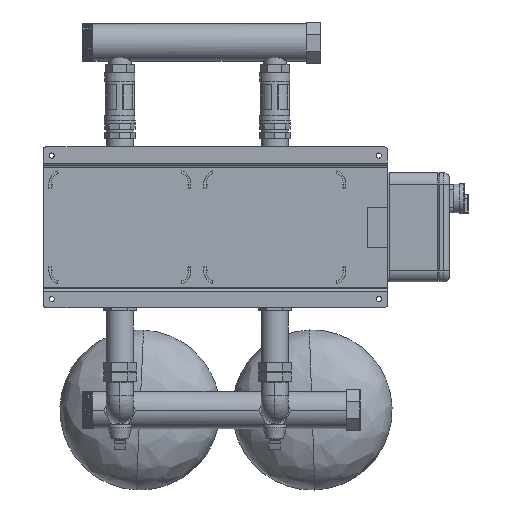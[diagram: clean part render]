
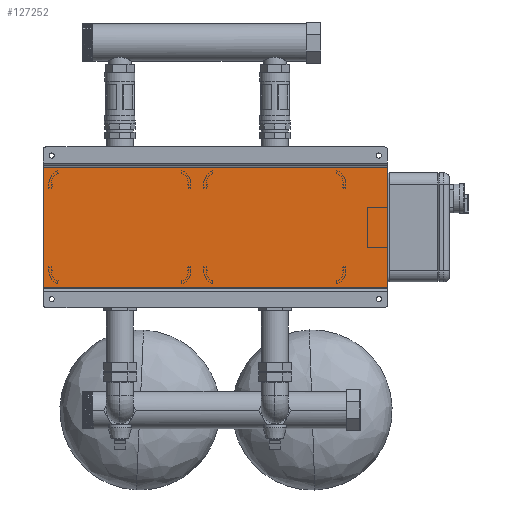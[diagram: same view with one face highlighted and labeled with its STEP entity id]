
A CAD part, front view. The second image highlights one B-rep face of the part: STEP entity #127252.
In plain terms, the highlighted planar face has unit normal (0, -1, 0).
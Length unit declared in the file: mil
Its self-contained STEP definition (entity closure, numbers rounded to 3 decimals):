
#5046 = VECTOR ( 'NONE', #126846, 39370.079 ) ;
#11562 = EDGE_CURVE ( 'NONE', #80873, #146640, #26250, .T. ) ;
#12559 = DIRECTION ( 'NONE',  ( -1., 0., 0. ) ) ;
#16021 = VERTEX_POINT ( 'NONE', #46665 ) ;
#16107 = DIRECTION ( 'NONE',  ( -1., 0., 0. ) ) ;
#26250 = LINE ( 'NONE', #77718, #5046 ) ;
#36746 = AXIS2_PLACEMENT_3D ( 'NONE', #50393, #84250, #133393 ) ;
#38295 = LINE ( 'NONE', #136570, #144298 ) ;
#40250 = LINE ( 'NONE', #77312, #90511 ) ;
#40806 = ORIENTED_EDGE ( 'NONE', *, *, #91340, .F. ) ;
#46665 = CARTESIAN_POINT ( 'NONE',  ( 11811.024, 2007.874, 4133.858 ) ) ;
#50393 = CARTESIAN_POINT ( 'NONE',  ( 11811.024, 2007.874, -4133.858 ) ) ;
#54364 = LINE ( 'NONE', #125286, #149841 ) ;
#69300 = ORIENTED_EDGE ( 'NONE', *, *, #86715, .T. ) ;
#73911 = CARTESIAN_POINT ( 'NONE',  ( 11811.024, 2007.874, -4133.858 ) ) ;
#75378 = DIRECTION ( 'NONE',  ( 0., 0., -1. ) ) ;
#77312 = CARTESIAN_POINT ( 'NONE',  ( 11811.024, 2007.874, -4133.858 ) ) ;
#77718 = CARTESIAN_POINT ( 'NONE',  ( -11811.024, 2007.874, -4133.858 ) ) ;
#79004 = CARTESIAN_POINT ( 'NONE',  ( -11811.024, 2007.874, -4133.858 ) ) ;
#80873 = VERTEX_POINT ( 'NONE', #114074 ) ;
#84250 = DIRECTION ( 'NONE',  ( 0., 1., 0. ) ) ;
#86715 = EDGE_CURVE ( 'NONE', #16021, #80873, #38295, .T. ) ;
#90511 = VECTOR ( 'NONE', #16107, 39370.079 ) ;
#91340 = EDGE_CURVE ( 'NONE', #135111, #146640, #40250, .T. ) ;
#99010 = ORIENTED_EDGE ( 'NONE', *, *, #127511, .F. ) ;
#102489 = ORIENTED_EDGE ( 'NONE', *, *, #11562, .T. ) ;
#102876 = EDGE_LOOP ( 'NONE', ( #102489, #40806, #99010, #69300 ) ) ;
#112403 = PLANE ( 'NONE',  #36746 ) ;
#114074 = CARTESIAN_POINT ( 'NONE',  ( -11811.024, 2007.874, 4133.858 ) ) ;
#123714 = FACE_OUTER_BOUND ( 'NONE', #102876, .T. ) ;
#125286 = CARTESIAN_POINT ( 'NONE',  ( 11811.024, 2007.874, 4133.858 ) ) ;
#126846 = DIRECTION ( 'NONE',  ( 0., 0., -1. ) ) ;
#127252 = ADVANCED_FACE ( 'NONE', ( #123714 ), #112403, .F. ) ;
#127511 = EDGE_CURVE ( 'NONE', #16021, #135111, #54364, .T. ) ;
#133393 = DIRECTION ( 'NONE',  ( 1., 0., 0. ) ) ;
#135111 = VERTEX_POINT ( 'NONE', #73911 ) ;
#136570 = CARTESIAN_POINT ( 'NONE',  ( 11811.024, 2007.874, 4133.858 ) ) ;
#144298 = VECTOR ( 'NONE', #12559, 39370.079 ) ;
#146640 = VERTEX_POINT ( 'NONE', #79004 ) ;
#149841 = VECTOR ( 'NONE', #75378, 39370.079 ) ;
